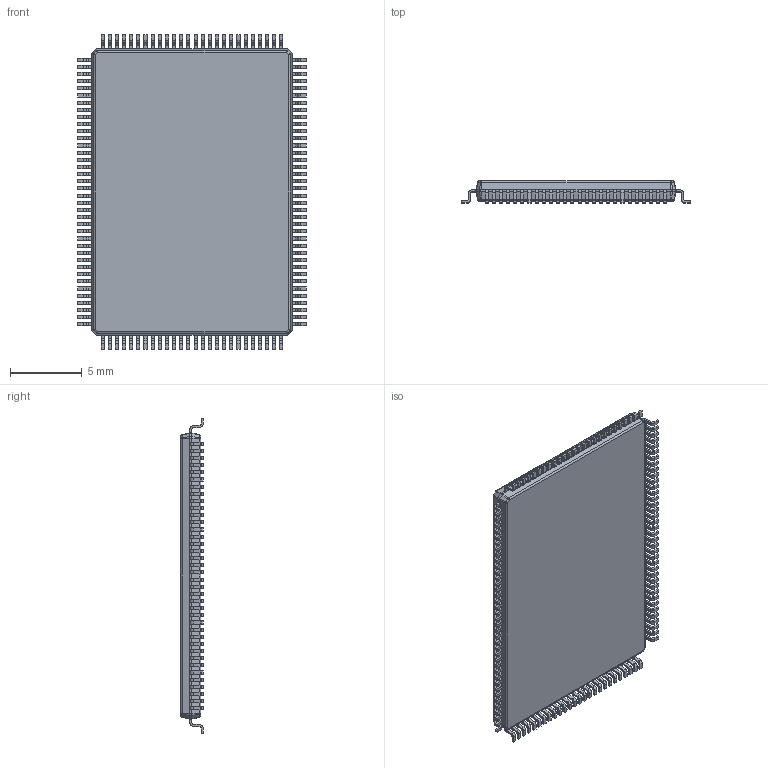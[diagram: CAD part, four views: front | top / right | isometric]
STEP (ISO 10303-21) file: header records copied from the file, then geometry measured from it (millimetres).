
FILE_DESCRIPTION((''),'2;1');
FILE_NAME('VLB128A_ASM','2012-02-17T',('CKXSSC'),(''),'PRO/ENGINEER BY PARAMETRIC TECHNOLOGY CORPORATION, 2011220','PRO/ENGINEER BY PARAMETRIC TECHNOLOGY CORPORATION, 2011220','');
FILE_SCHEMA(('AUTOMOTIVE_DESIGN_CC2 { 1 2 10303 214 -1 1 5 2 }'));
Length unit declared in the file: millimetre
Products named in the file (3): BODY_VLB128A; LEAD_VLB128A; VLB128A_ASM
Assembly tree (129 placements, depth 2):
  VLB128A_ASM
    BODY_VLB128A
    LEAD_VLB128A  x128
Bounding box: 16 x 1.56 x 22 mm (x, y, z)
Volume: 392.5 mm3; surface area: 791.7 mm2
Topology: 129 solids, 129 shells, 1877 faces, 4774 edges, 3156 vertices
Faces by surface type: plane 1307, cylinder 554, sphere 16
Entity records: 4285 total; most frequent: DIRECTION 708, CARTESIAN_POINT 629, ORIENTED_EDGE 404, AXIS2_PLACEMENT_3D 291, PRESENTATION_STYLE_ASSIGNMENT 204, STYLED_ITEM 204, CURVE_STYLE 202, EDGE_CURVE 202
